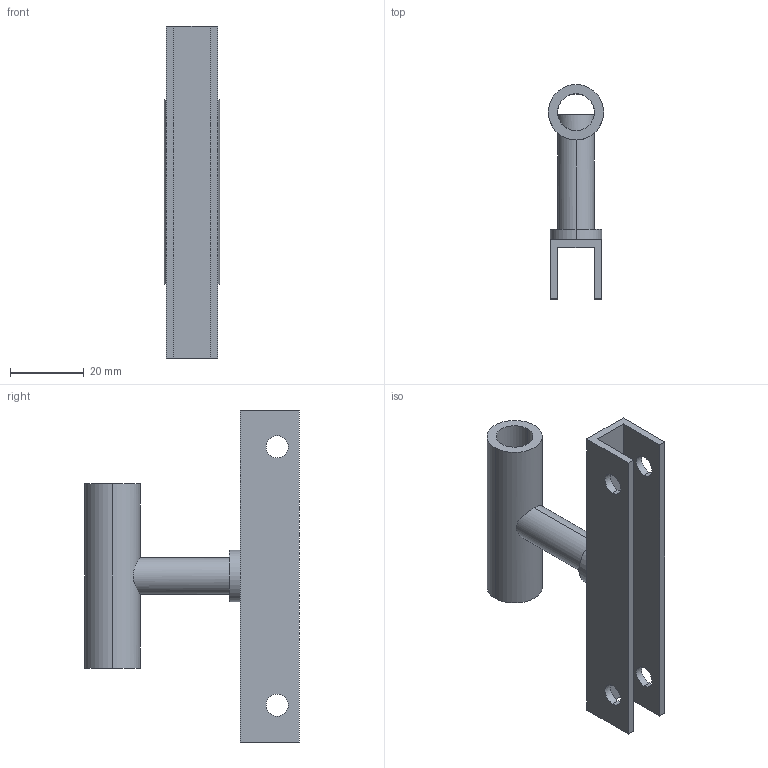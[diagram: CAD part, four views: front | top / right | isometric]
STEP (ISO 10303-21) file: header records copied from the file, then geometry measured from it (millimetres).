
FILE_DESCRIPTION (( 'STEP AP203' ), '1' );
FILE_NAME ('Part6_Default_sldprt.STEP', '2024-05-18T11:21:12', ( '' ), ( '' ), 'SwSTEP 2.0', 'SolidWorks 2016', '' );
FILE_SCHEMA (( 'CONFIG_CONTROL_DESIGN' ));
Length unit declared in the file: millimetre
Products named in the file (1): Part6_Default_sldprt
Bounding box: 15 x 58.16 x 90 mm (x, y, z)
Volume: 14918.2 mm3; surface area: 12952.9 mm2
Topology: 1 solids, 1 shells, 34 faces, 85 edges, 56 vertices
Faces by surface type: cylinder 19, plane 15
Entity records: 1199 total; most frequent: CARTESIAN_POINT 263, DIRECTION 185, ORIENTED_EDGE 170, EDGE_CURVE 85, AXIS2_PLACEMENT_3D 70, VERTEX_POINT 56, EDGE_LOOP 47, VECTOR 45
